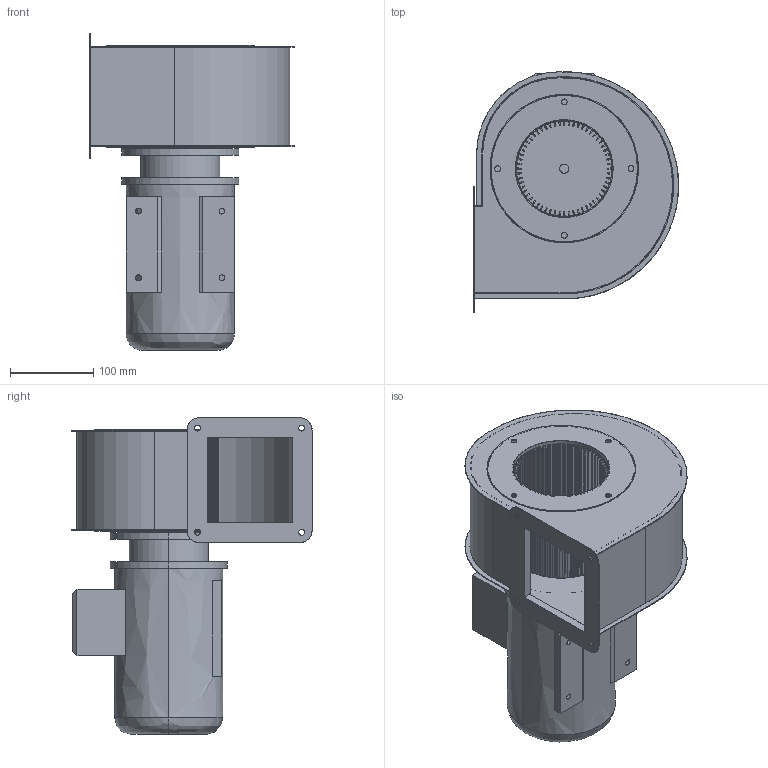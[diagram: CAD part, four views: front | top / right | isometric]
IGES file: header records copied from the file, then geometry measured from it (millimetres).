
Start section: SolidWorks IGES file using analytic representation for surfaces
Global section: file name: Assieme DIC 120 AT.IGS; native system: SolidWorks 2018; preprocessor: SolidWorks 2018; author: girelli; date: 220304.162135; units: millimetre
Bounding box: 246.21 x 288.06 x 379.8 mm (x, y, z)
Surface area: 755618.8 mm2 (no closed solid volume)
Topology: 0 solids, 0 shells, 1703 faces, 12917 edges, 12600 vertices
Faces by surface type: bspline 993, revolution 710
